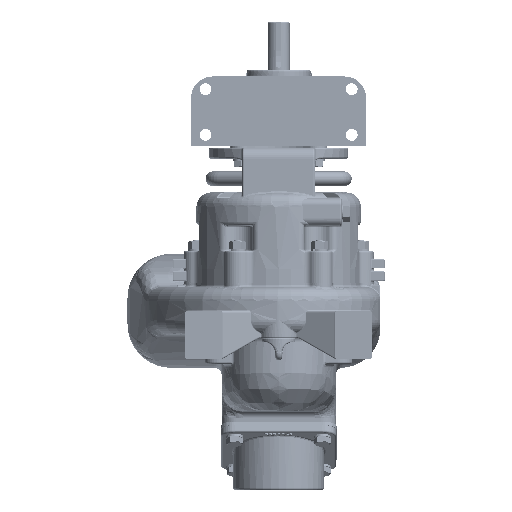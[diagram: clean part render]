
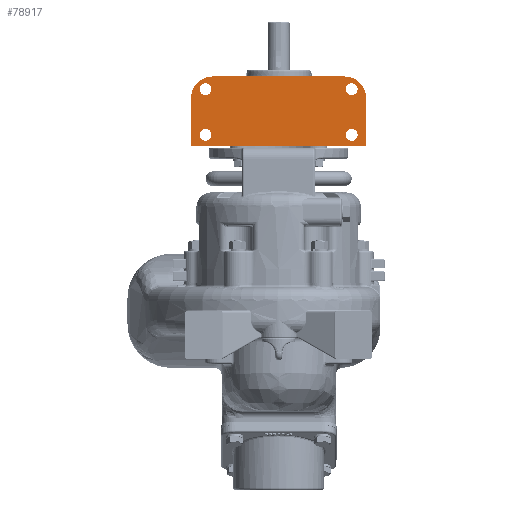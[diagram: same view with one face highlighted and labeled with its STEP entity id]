
A CAD part, front view. The second image highlights one B-rep face of the part: STEP entity #78917.
In plain terms, the highlighted planar face has unit normal (0, -1, 0).
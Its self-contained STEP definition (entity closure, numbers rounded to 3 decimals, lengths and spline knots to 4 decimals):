
#1896=FACE_BOUND('',#17561,.T.);
#1897=FACE_BOUND('',#17562,.T.);
#1898=FACE_BOUND('',#17563,.T.);
#1899=FACE_BOUND('',#17564,.T.);
#2644=PLANE('',#86984);
#7751=CIRCLE('',#86968,0.75);
#7758=CIRCLE('',#86983,0.75);
#7759=CIRCLE('',#86985,0.2031);
#7760=CIRCLE('',#86986,0.2031);
#7761=CIRCLE('',#86987,0.2031);
#7762=CIRCLE('',#86988,0.2031);
#12429=FACE_OUTER_BOUND('',#17560,.T.);
#17560=EDGE_LOOP('',(#65328,#65329,#65330,#65331,#65332,#65333));
#17561=EDGE_LOOP('',(#65334));
#17562=EDGE_LOOP('',(#65335));
#17563=EDGE_LOOP('',(#65336));
#17564=EDGE_LOOP('',(#65337));
#21854=LINE('',#165930,#26380);
#22026=LINE('',#170332,#26552);
#22036=LINE('',#170416,#26562);
#22038=LINE('',#170422,#26564);
#26380=VECTOR('',#101560,0.3937);
#26552=VECTOR('',#102646,0.3937);
#26562=VECTOR('',#102680,0.3937);
#26564=VECTOR('',#102688,0.3937);
#35775=VERTEX_POINT('',#165927);
#35776=VERTEX_POINT('',#165929);
#36136=VERTEX_POINT('',#170326);
#36137=VERTEX_POINT('',#170328);
#36145=VERTEX_POINT('',#170414);
#36146=VERTEX_POINT('',#170418);
#36147=VERTEX_POINT('',#170423);
#36148=VERTEX_POINT('',#170425);
#36149=VERTEX_POINT('',#170427);
#36150=VERTEX_POINT('',#170429);
#45679=EDGE_CURVE('',#35775,#35776,#21854,.T.);
#46270=EDGE_CURVE('',#36136,#36137,#7751,.T.);
#46272=EDGE_CURVE('',#35776,#36136,#22026,.T.);
#46290=EDGE_CURVE('',#35775,#36145,#22036,.T.);
#46292=EDGE_CURVE('',#36146,#36145,#7758,.T.);
#46293=EDGE_CURVE('',#36146,#36137,#22038,.T.);
#46294=EDGE_CURVE('',#36147,#36147,#7759,.T.);
#46295=EDGE_CURVE('',#36148,#36148,#7760,.T.);
#46296=EDGE_CURVE('',#36149,#36149,#7761,.T.);
#46297=EDGE_CURVE('',#36150,#36150,#7762,.T.);
#65328=ORIENTED_EDGE('',*,*,#46292,.F.);
#65329=ORIENTED_EDGE('',*,*,#46293,.T.);
#65330=ORIENTED_EDGE('',*,*,#46270,.F.);
#65331=ORIENTED_EDGE('',*,*,#46272,.F.);
#65332=ORIENTED_EDGE('',*,*,#45679,.F.);
#65333=ORIENTED_EDGE('',*,*,#46290,.T.);
#65334=ORIENTED_EDGE('',*,*,#46294,.T.);
#65335=ORIENTED_EDGE('',*,*,#46295,.T.);
#65336=ORIENTED_EDGE('',*,*,#46296,.T.);
#65337=ORIENTED_EDGE('',*,*,#46297,.T.);
#78917=ADVANCED_FACE('',(#12429,#1896,#1897,#1898,#1899),#2644,.T.);
#86968=AXIS2_PLACEMENT_3D('',#170329,#102641,#102642);
#86983=AXIS2_PLACEMENT_3D('',#170420,#102684,#102685);
#86984=AXIS2_PLACEMENT_3D('',#170421,#102686,#102687);
#86985=AXIS2_PLACEMENT_3D('',#170424,#102689,#102690);
#86986=AXIS2_PLACEMENT_3D('',#170426,#102691,#102692);
#86987=AXIS2_PLACEMENT_3D('',#170428,#102693,#102694);
#86988=AXIS2_PLACEMENT_3D('',#170430,#102695,#102696);
#101560=DIRECTION('',(1.,0.,0.));
#102641=DIRECTION('center_axis',(0.,1.,0.));
#102642=DIRECTION('ref_axis',(0.707,0.,-0.707));
#102646=DIRECTION('',(0.,0.,-1.));
#102680=DIRECTION('',(0.,0.,-1.));
#102684=DIRECTION('center_axis',(0.,1.,0.));
#102685=DIRECTION('ref_axis',(-0.707,0.,-0.707));
#102686=DIRECTION('center_axis',(0.,-1.,0.));
#102687=DIRECTION('ref_axis',(0.,0.,-1.));
#102688=DIRECTION('',(1.,0.,0.));
#102689=DIRECTION('center_axis',(0.,1.,0.));
#102690=DIRECTION('ref_axis',(1.,0.,0.));
#102691=DIRECTION('center_axis',(0.,1.,0.));
#102692=DIRECTION('ref_axis',(1.,0.,0.));
#102693=DIRECTION('center_axis',(0.,1.,0.));
#102694=DIRECTION('ref_axis',(1.,0.,0.));
#102695=DIRECTION('center_axis',(0.,1.,0.));
#102696=DIRECTION('ref_axis',(1.,0.,0.));
#165927=CARTESIAN_POINT('',(-3.,-4.171,0.));
#165929=CARTESIAN_POINT('',(3.,-4.171,0.));
#165930=CARTESIAN_POINT('',(-1.923,-4.171,0.));
#170326=CARTESIAN_POINT('',(3.,-4.171,-1.625));
#170328=CARTESIAN_POINT('',(2.25,-4.171,-2.375));
#170329=CARTESIAN_POINT('Origin',(2.25,-4.171,-1.625));
#170332=CARTESIAN_POINT('',(3.,-4.171,0.));
#170414=CARTESIAN_POINT('',(-3.,-4.171,-1.625));
#170416=CARTESIAN_POINT('',(-3.,-4.171,0.));
#170418=CARTESIAN_POINT('',(-2.25,-4.171,-2.375));
#170420=CARTESIAN_POINT('Origin',(-2.25,-4.171,-1.625));
#170421=CARTESIAN_POINT('Origin',(-1.923,-4.171,0.));
#170422=CARTESIAN_POINT('',(-3.,-4.171,-2.375));
#170423=CARTESIAN_POINT('',(-2.7031,-4.171,-0.375));
#170424=CARTESIAN_POINT('Origin',(-2.5,-4.171,-0.375));
#170425=CARTESIAN_POINT('',(2.2969,-4.171,-0.375));
#170426=CARTESIAN_POINT('Origin',(2.5,-4.171,-0.375));
#170427=CARTESIAN_POINT('',(2.2969,-4.171,-1.9375));
#170428=CARTESIAN_POINT('Origin',(2.5,-4.171,-1.9375));
#170429=CARTESIAN_POINT('',(-2.7031,-4.171,-1.9375));
#170430=CARTESIAN_POINT('Origin',(-2.5,-4.171,-1.9375));
